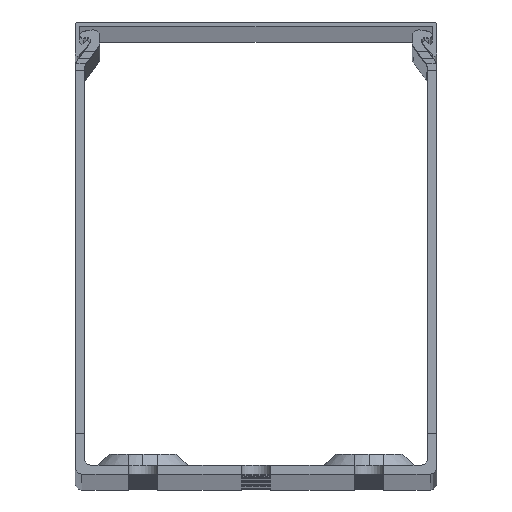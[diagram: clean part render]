
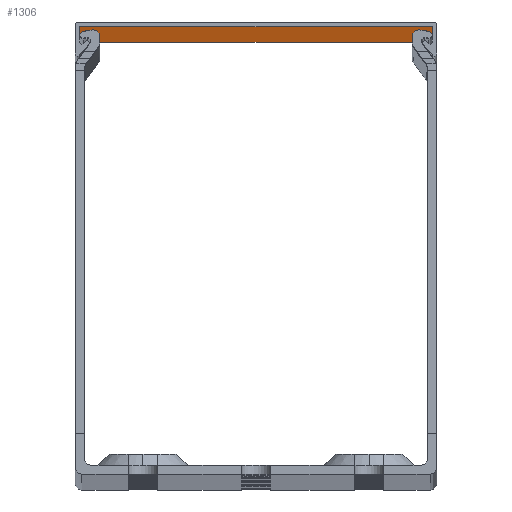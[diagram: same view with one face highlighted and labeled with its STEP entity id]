
A CAD part, top view. The second image highlights one B-rep face of the part: STEP entity #1306.
In plain terms, the highlighted planar face has unit normal (0, -1, 0).
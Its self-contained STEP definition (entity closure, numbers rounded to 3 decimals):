
#101 = ORIENTED_EDGE ( 'NONE', *, *, #27572, .F. ) ;
#985 = CARTESIAN_POINT ( 'NONE',  ( -39., 99., 1000. ) ) ;
#1306 = ADVANCED_FACE ( 'NONE', ( #33862 ), #13694, .F. ) ;
#4000 = CARTESIAN_POINT ( 'NONE',  ( 39., 99., 1000. ) ) ;
#9208 = VERTEX_POINT ( 'NONE', #35368 ) ;
#9472 = LINE ( 'NONE', #49871, #31109 ) ;
#11706 = EDGE_CURVE ( 'NONE', #30934, #42504, #22259, .T. ) ;
#12426 = ORIENTED_EDGE ( 'NONE', *, *, #44596, .T. ) ;
#13024 = VECTOR ( 'NONE', #48859, 1000. ) ;
#13694 = PLANE ( 'NONE',  #16195 ) ;
#14533 = EDGE_LOOP ( 'NONE', ( #101, #25213, #12426, #23146 ) ) ;
#16195 = AXIS2_PLACEMENT_3D ( 'NONE', #45996, #34124, #45726 ) ;
#17466 = CARTESIAN_POINT ( 'NONE',  ( -39., 99., -1000. ) ) ;
#19510 = LINE ( 'NONE', #49130, #13024 ) ;
#20811 = VERTEX_POINT ( 'NONE', #41275 ) ;
#22259 = LINE ( 'NONE', #985, #41965 ) ;
#23146 = ORIENTED_EDGE ( 'NONE', *, *, #31049, .T. ) ;
#25213 = ORIENTED_EDGE ( 'NONE', *, *, #11706, .T. ) ;
#27572 = EDGE_CURVE ( 'NONE', #30934, #9208, #19510, .T. ) ;
#30934 = VERTEX_POINT ( 'NONE', #4000 ) ;
#31049 = EDGE_CURVE ( 'NONE', #20811, #9208, #50324, .T. ) ;
#31109 = VECTOR ( 'NONE', #46096, 1000. ) ;
#33569 = DIRECTION ( 'NONE',  ( -1., 0., 0. ) ) ;
#33862 = FACE_OUTER_BOUND ( 'NONE', #14533, .T. ) ;
#34124 = DIRECTION ( 'NONE',  ( 0., 1., 0. ) ) ;
#35368 = CARTESIAN_POINT ( 'NONE',  ( 39., 99., -1000. ) ) ;
#39928 = VECTOR ( 'NONE', #51114, 1000. ) ;
#41275 = CARTESIAN_POINT ( 'NONE',  ( -39., 99., -1000. ) ) ;
#41965 = VECTOR ( 'NONE', #33569, 1000. ) ;
#42504 = VERTEX_POINT ( 'NONE', #49458 ) ;
#44596 = EDGE_CURVE ( 'NONE', #42504, #20811, #9472, .T. ) ;
#45726 = DIRECTION ( 'NONE',  ( 0., 0., 1. ) ) ;
#45996 = CARTESIAN_POINT ( 'NONE',  ( -39., 99., 1080.44 ) ) ;
#46096 = DIRECTION ( 'NONE',  ( 0., 0., -1. ) ) ;
#48859 = DIRECTION ( 'NONE',  ( 0., 0., -1. ) ) ;
#49130 = CARTESIAN_POINT ( 'NONE',  ( 39., 99., 1080.44 ) ) ;
#49458 = CARTESIAN_POINT ( 'NONE',  ( -39., 99., 1000. ) ) ;
#49871 = CARTESIAN_POINT ( 'NONE',  ( -39., 99., 1080.44 ) ) ;
#50324 = LINE ( 'NONE', #17466, #39928 ) ;
#51114 = DIRECTION ( 'NONE',  ( 1., 0., 0. ) ) ;
